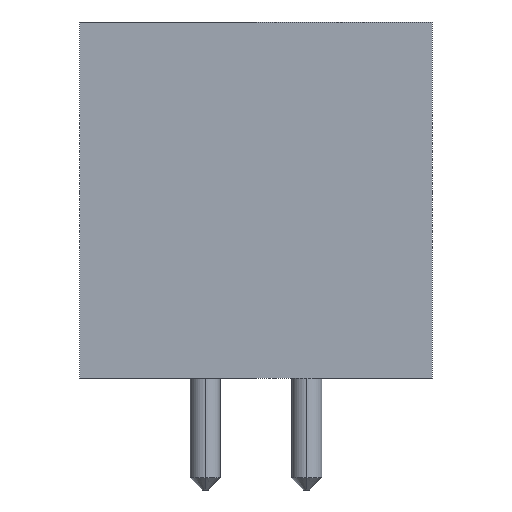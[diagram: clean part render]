
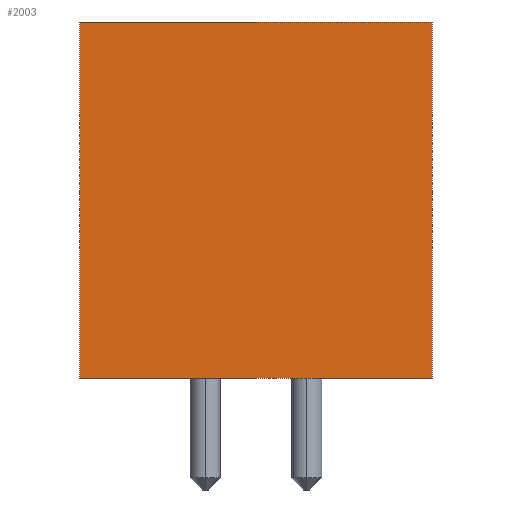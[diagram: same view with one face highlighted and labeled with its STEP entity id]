
A CAD part, left-side view. The second image highlights one B-rep face of the part: STEP entity #2003.
In plain terms, the highlighted planar face has unit normal (-1, 0, 0).
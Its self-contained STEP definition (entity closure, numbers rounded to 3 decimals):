
#1 = ORIENTED_EDGE ( 'NONE', *, *, #15, .F. ) ;
#15 = EDGE_CURVE ( 'NONE', #459, #1658, #1615, .T. ) ;
#19 = DIRECTION ( 'NONE',  ( 1., 0., 0. ) ) ;
#31 = VECTOR ( 'NONE', #1108, 1000. ) ;
#58 = DIRECTION ( 'NONE',  ( 0., 0., -1. ) ) ;
#169 = CARTESIAN_POINT ( 'NONE',  ( -7.62, 4.4, 2.6 ) ) ;
#220 = CARTESIAN_POINT ( 'NONE',  ( -7.62, 4.4, 8.9 ) ) ;
#345 = PLANE ( 'NONE',  #760 ) ;
#452 = EDGE_CURVE ( 'NONE', #1331, #459, #2149, .T. ) ;
#459 = VERTEX_POINT ( 'NONE', #1583 ) ;
#530 = DIRECTION ( 'NONE',  ( 0., 0., -1. ) ) ;
#555 = VECTOR ( 'NONE', #1281, 1000. ) ;
#574 = EDGE_CURVE ( 'NONE', #1331, #665, #1769, .T. ) ;
#665 = VERTEX_POINT ( 'NONE', #1309 ) ;
#728 = FACE_OUTER_BOUND ( 'NONE', #2022, .T. ) ;
#734 = CARTESIAN_POINT ( 'NONE',  ( -7.62, 4.4, 0. ) ) ;
#744 = LINE ( 'NONE', #734, #31 ) ;
#760 = AXIS2_PLACEMENT_3D ( 'NONE', #169, #19, #530 ) ;
#922 = CARTESIAN_POINT ( 'NONE',  ( -7.62, -4.4, 2.6 ) ) ;
#925 = DIRECTION ( 'NONE',  ( 0., -1., 0. ) ) ;
#1017 = ORIENTED_EDGE ( 'NONE', *, *, #574, .T. ) ;
#1080 = VECTOR ( 'NONE', #925, 1000. ) ;
#1108 = DIRECTION ( 'NONE',  ( 0., -1., 0. ) ) ;
#1281 = DIRECTION ( 'NONE',  ( 0., 0., -1. ) ) ;
#1307 = ORIENTED_EDGE ( 'NONE', *, *, #452, .F. ) ;
#1309 = CARTESIAN_POINT ( 'NONE',  ( -7.62, 4.4, 0. ) ) ;
#1331 = VERTEX_POINT ( 'NONE', #2118 ) ;
#1449 = VECTOR ( 'NONE', #58, 1000. ) ;
#1492 = ORIENTED_EDGE ( 'NONE', *, *, #1715, .T. ) ;
#1583 = CARTESIAN_POINT ( 'NONE',  ( -7.62, -4.4, 8.9 ) ) ;
#1609 = CARTESIAN_POINT ( 'NONE',  ( -7.62, 4.4, 2.6 ) ) ;
#1615 = LINE ( 'NONE', #922, #555 ) ;
#1658 = VERTEX_POINT ( 'NONE', #2074 ) ;
#1715 = EDGE_CURVE ( 'NONE', #665, #1658, #744, .T. ) ;
#1769 = LINE ( 'NONE', #1609, #1449 ) ;
#2003 = ADVANCED_FACE ( 'NONE', ( #728 ), #345, .F. ) ;
#2022 = EDGE_LOOP ( 'NONE', ( #1492, #1, #1307, #1017 ) ) ;
#2074 = CARTESIAN_POINT ( 'NONE',  ( -7.62, -4.4, 0. ) ) ;
#2118 = CARTESIAN_POINT ( 'NONE',  ( -7.62, 4.4, 8.9 ) ) ;
#2149 = LINE ( 'NONE', #220, #1080 ) ;
